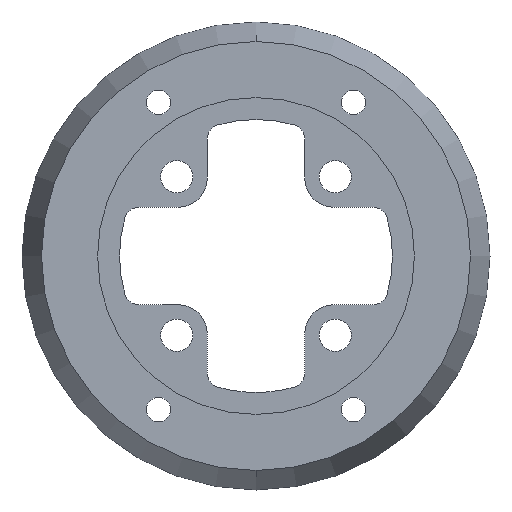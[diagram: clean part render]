
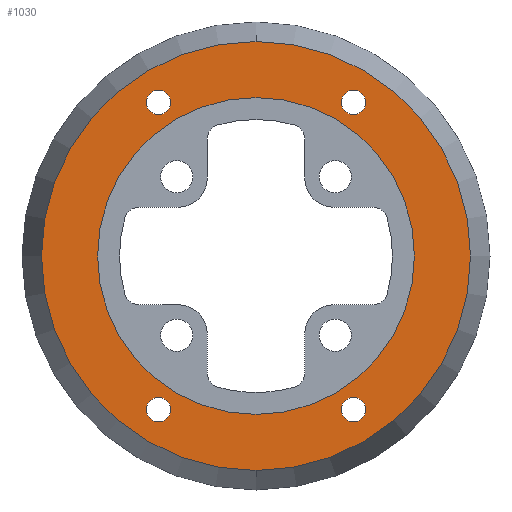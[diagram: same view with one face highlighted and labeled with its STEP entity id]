
A CAD part, front view. The second image highlights one B-rep face of the part: STEP entity #1030.
In plain terms, the highlighted planar face has unit normal (0, -1, 0).
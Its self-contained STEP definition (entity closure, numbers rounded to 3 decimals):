
#30 = DIRECTION ( 'NONE',  ( 0., 0., 1. ) ) ;
#97 = CARTESIAN_POINT ( 'NONE',  ( -20., 0., 34. ) ) ;
#130 = CARTESIAN_POINT ( 'NONE',  ( 20., 0., 31.5 ) ) ;
#149 = DIRECTION ( 'NONE',  ( 0., 0., -1. ) ) ;
#150 = CARTESIAN_POINT ( 'NONE',  ( -20., 0., -29. ) ) ;
#179 = EDGE_LOOP ( 'NONE', ( #1588, #2016 ) ) ;
#197 = CARTESIAN_POINT ( 'NONE',  ( -20., 0., 31.5 ) ) ;
#200 = DIRECTION ( 'NONE',  ( 0., 0., -1. ) ) ;
#237 = CARTESIAN_POINT ( 'NONE',  ( 0., 0., 0. ) ) ;
#239 = CIRCLE ( 'NONE', #1327, 2.5 ) ;
#315 = EDGE_CURVE ( 'NONE', #623, #1343, #937, .T. ) ;
#323 = DIRECTION ( 'NONE',  ( 0., 0., 1. ) ) ;
#334 = DIRECTION ( 'NONE',  ( 0., -1., 0. ) ) ;
#381 = EDGE_CURVE ( 'NONE', #1417, #1023, #1895, .T. ) ;
#387 = CIRCLE ( 'NONE', #1657, 2.5 ) ;
#404 = DIRECTION ( 'NONE',  ( 0., 0., -1. ) ) ;
#420 = FACE_OUTER_BOUND ( 'NONE', #954, .T. ) ;
#465 = ORIENTED_EDGE ( 'NONE', *, *, #1604, .F. ) ;
#470 = CIRCLE ( 'NONE', #2084, 2.5 ) ;
#474 = CARTESIAN_POINT ( 'NONE',  ( 0., 0., -32.5 ) ) ;
#492 = DIRECTION ( 'NONE',  ( 0., 0., -1. ) ) ;
#513 = DIRECTION ( 'NONE',  ( 0., -1., 0. ) ) ;
#546 = VERTEX_POINT ( 'NONE', #1956 ) ;
#570 = DIRECTION ( 'NONE',  ( 0., -1., 0. ) ) ;
#623 = VERTEX_POINT ( 'NONE', #97 ) ;
#651 = CIRCLE ( 'NONE', #1781, 44. ) ;
#697 = EDGE_CURVE ( 'NONE', #1343, #623, #387, .T. ) ;
#741 = DIRECTION ( 'NONE',  ( 0., -1., 0. ) ) ;
#759 = CARTESIAN_POINT ( 'NONE',  ( 0., 0., 0. ) ) ;
#784 = EDGE_LOOP ( 'NONE', ( #1619, #1545 ) ) ;
#795 = DIRECTION ( 'NONE',  ( 0., 1., 0. ) ) ;
#804 = CARTESIAN_POINT ( 'NONE',  ( -20., 0., 29. ) ) ;
#840 = CARTESIAN_POINT ( 'NONE',  ( -20., 0., -34. ) ) ;
#860 = DIRECTION ( 'NONE',  ( 0., 0., -1. ) ) ;
#870 = EDGE_CURVE ( 'NONE', #546, #1077, #1840, .T. ) ;
#901 = DIRECTION ( 'NONE',  ( 0., 0., -1. ) ) ;
#937 = CIRCLE ( 'NONE', #1154, 2.5 ) ;
#938 = CIRCLE ( 'NONE', #1366, 2.5 ) ;
#943 = FACE_BOUND ( 'NONE', #1028, .T. ) ;
#947 = AXIS2_PLACEMENT_3D ( 'NONE', #1479, #741, #1433 ) ;
#954 = EDGE_LOOP ( 'NONE', ( #1793, #1570 ) ) ;
#968 = CARTESIAN_POINT ( 'NONE',  ( 20., 0., -31.5 ) ) ;
#973 = AXIS2_PLACEMENT_3D ( 'NONE', #237, #1713, #30 ) ;
#977 = DIRECTION ( 'NONE',  ( 0., -1., 0. ) ) ;
#982 = DIRECTION ( 'NONE',  ( 0., -1., 0. ) ) ;
#987 = DIRECTION ( 'NONE',  ( 0., 0., -1. ) ) ;
#999 = EDGE_CURVE ( 'NONE', #1984, #1958, #2114, .T. ) ;
#1000 = EDGE_CURVE ( 'NONE', #1758, #2141, #1206, .T. ) ;
#1023 = VERTEX_POINT ( 'NONE', #1328 ) ;
#1028 = EDGE_LOOP ( 'NONE', ( #465, #1720 ) ) ;
#1030 = ADVANCED_FACE ( 'NONE', ( #1558, #943, #1317, #1643, #1373, #420 ), #1997, .T. ) ;
#1068 = ORIENTED_EDGE ( 'NONE', *, *, #315, .F. ) ;
#1077 = VERTEX_POINT ( 'NONE', #1419 ) ;
#1097 = DIRECTION ( 'NONE',  ( 0., -1., 0. ) ) ;
#1130 = EDGE_CURVE ( 'NONE', #1435, #2150, #1804, .T. ) ;
#1133 = CARTESIAN_POINT ( 'NONE',  ( 20., 0., 34. ) ) ;
#1154 = AXIS2_PLACEMENT_3D ( 'NONE', #1592, #570, #860 ) ;
#1167 = AXIS2_PLACEMENT_3D ( 'NONE', #2058, #513, #492 ) ;
#1192 = CARTESIAN_POINT ( 'NONE',  ( -20., 0., -31.5 ) ) ;
#1206 = CIRCLE ( 'NONE', #947, 32.5 ) ;
#1242 = CARTESIAN_POINT ( 'NONE',  ( -20., 0., -31.5 ) ) ;
#1263 = AXIS2_PLACEMENT_3D ( 'NONE', #2057, #977, #149 ) ;
#1269 = ORIENTED_EDGE ( 'NONE', *, *, #697, .F. ) ;
#1317 = FACE_BOUND ( 'NONE', #179, .T. ) ;
#1327 = AXIS2_PLACEMENT_3D ( 'NONE', #968, #982, #1692 ) ;
#1328 = CARTESIAN_POINT ( 'NONE',  ( 20., 0., -29. ) ) ;
#1343 = VERTEX_POINT ( 'NONE', #804 ) ;
#1358 = DIRECTION ( 'NONE',  ( 0., -1., 0. ) ) ;
#1366 = AXIS2_PLACEMENT_3D ( 'NONE', #1242, #2143, #404 ) ;
#1373 = FACE_BOUND ( 'NONE', #1886, .T. ) ;
#1381 = AXIS2_PLACEMENT_3D ( 'NONE', #2062, #2175, #200 ) ;
#1407 = EDGE_CURVE ( 'NONE', #1958, #1984, #470, .T. ) ;
#1417 = VERTEX_POINT ( 'NONE', #2226 ) ;
#1419 = CARTESIAN_POINT ( 'NONE',  ( 0., 0., 44. ) ) ;
#1433 = DIRECTION ( 'NONE',  ( 0., 0., -1. ) ) ;
#1435 = VERTEX_POINT ( 'NONE', #150 ) ;
#1476 = EDGE_LOOP ( 'NONE', ( #1269, #1068 ) ) ;
#1479 = CARTESIAN_POINT ( 'NONE',  ( 0., 0., 0. ) ) ;
#1545 = ORIENTED_EDGE ( 'NONE', *, *, #1000, .F. ) ;
#1552 = CARTESIAN_POINT ( 'NONE',  ( 0., 0., 32.5 ) ) ;
#1558 = FACE_BOUND ( 'NONE', #784, .T. ) ;
#1563 = AXIS2_PLACEMENT_3D ( 'NONE', #1760, #2059, #1965 ) ;
#1566 = AXIS2_PLACEMENT_3D ( 'NONE', #1192, #1358, #901 ) ;
#1570 = ORIENTED_EDGE ( 'NONE', *, *, #870, .F. ) ;
#1588 = ORIENTED_EDGE ( 'NONE', *, *, #381, .F. ) ;
#1592 = CARTESIAN_POINT ( 'NONE',  ( -20., 0., 31.5 ) ) ;
#1604 = EDGE_CURVE ( 'NONE', #2150, #1435, #938, .T. ) ;
#1619 = ORIENTED_EDGE ( 'NONE', *, *, #1791, .F. ) ;
#1640 = DIRECTION ( 'NONE',  ( 0., 0., -1. ) ) ;
#1643 = FACE_BOUND ( 'NONE', #1476, .T. ) ;
#1657 = AXIS2_PLACEMENT_3D ( 'NONE', #197, #1097, #1640 ) ;
#1692 = DIRECTION ( 'NONE',  ( 0., 0., -1. ) ) ;
#1713 = DIRECTION ( 'NONE',  ( 0., 1., 0. ) ) ;
#1720 = ORIENTED_EDGE ( 'NONE', *, *, #1130, .F. ) ;
#1758 = VERTEX_POINT ( 'NONE', #1552 ) ;
#1760 = CARTESIAN_POINT ( 'NONE',  ( 20., 0., -31.5 ) ) ;
#1781 = AXIS2_PLACEMENT_3D ( 'NONE', #759, #795, #323 ) ;
#1791 = EDGE_CURVE ( 'NONE', #2141, #1758, #1867, .T. ) ;
#1793 = ORIENTED_EDGE ( 'NONE', *, *, #1994, .F. ) ;
#1804 = CIRCLE ( 'NONE', #1566, 2.5 ) ;
#1818 = ORIENTED_EDGE ( 'NONE', *, *, #999, .F. ) ;
#1840 = CIRCLE ( 'NONE', #973, 44. ) ;
#1867 = CIRCLE ( 'NONE', #1167, 32.5 ) ;
#1886 = EDGE_LOOP ( 'NONE', ( #2065, #1818 ) ) ;
#1895 = CIRCLE ( 'NONE', #1563, 2.5 ) ;
#1956 = CARTESIAN_POINT ( 'NONE',  ( 0., 0., -44. ) ) ;
#1958 = VERTEX_POINT ( 'NONE', #2209 ) ;
#1965 = DIRECTION ( 'NONE',  ( 0., 0., -1. ) ) ;
#1984 = VERTEX_POINT ( 'NONE', #1133 ) ;
#1994 = EDGE_CURVE ( 'NONE', #1077, #546, #651, .T. ) ;
#1997 = PLANE ( 'NONE',  #1263 ) ;
#2016 = ORIENTED_EDGE ( 'NONE', *, *, #2061, .F. ) ;
#2057 = CARTESIAN_POINT ( 'NONE',  ( 0., 0., 0. ) ) ;
#2058 = CARTESIAN_POINT ( 'NONE',  ( 0., 0., 0. ) ) ;
#2059 = DIRECTION ( 'NONE',  ( 0., -1., 0. ) ) ;
#2061 = EDGE_CURVE ( 'NONE', #1023, #1417, #239, .T. ) ;
#2062 = CARTESIAN_POINT ( 'NONE',  ( 20., 0., 31.5 ) ) ;
#2065 = ORIENTED_EDGE ( 'NONE', *, *, #1407, .F. ) ;
#2084 = AXIS2_PLACEMENT_3D ( 'NONE', #130, #334, #987 ) ;
#2114 = CIRCLE ( 'NONE', #1381, 2.5 ) ;
#2141 = VERTEX_POINT ( 'NONE', #474 ) ;
#2143 = DIRECTION ( 'NONE',  ( 0., -1., 0. ) ) ;
#2150 = VERTEX_POINT ( 'NONE', #840 ) ;
#2175 = DIRECTION ( 'NONE',  ( 0., -1., 0. ) ) ;
#2209 = CARTESIAN_POINT ( 'NONE',  ( 20., 0., 29. ) ) ;
#2226 = CARTESIAN_POINT ( 'NONE',  ( 20., 0., -34. ) ) ;
